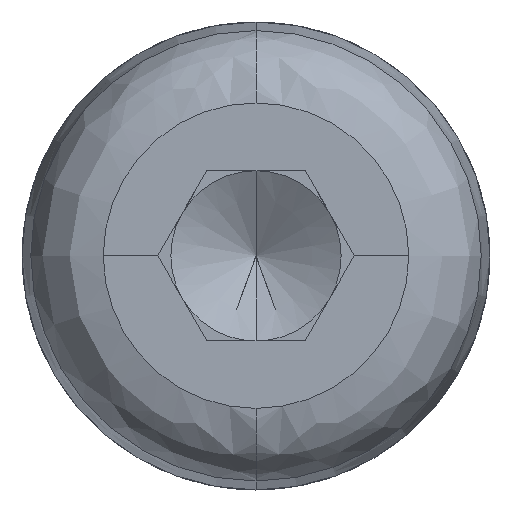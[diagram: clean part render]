
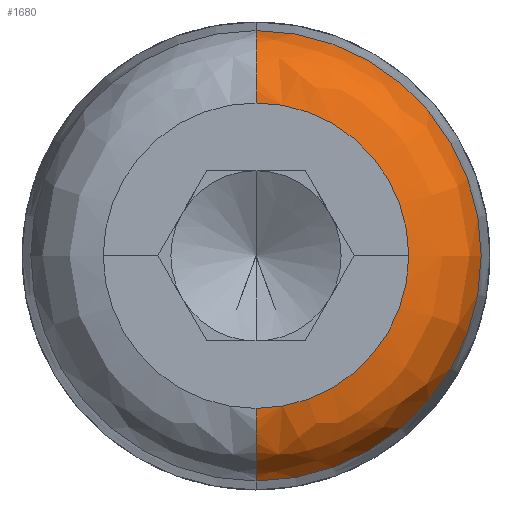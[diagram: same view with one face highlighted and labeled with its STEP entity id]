
A CAD part, top view. The second image highlights one B-rep face of the part: STEP entity #1680.
In plain terms, the highlighted free-form (B-spline) face has degree [3, 3] with [4, 4] control points.
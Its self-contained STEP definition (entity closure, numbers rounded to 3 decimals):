
#15 = DIRECTION ( 'NONE',  ( 1., 0., 0. ) ) ;
#68 = CARTESIAN_POINT ( 'NONE',  ( 13.034, 6.517, 21.803 ) ) ;
#179 = VERTEX_POINT ( 'NONE', #286 ) ;
#206 = ORIENTED_EDGE ( 'NONE', *, *, #2270, .T. ) ;
#232 = DIRECTION ( 'NONE',  ( 0., 0., -1. ) ) ;
#233 = AXIS2_PLACEMENT_3D ( 'NONE', #927, #1579, #2299 ) ;
#286 = CARTESIAN_POINT ( 'NONE',  ( 0., -4.504, 22.651 ) ) ;
#354 = ORIENTED_EDGE ( 'NONE', *, *, #2158, .T. ) ;
#436 = EDGE_CURVE ( 'NONE', #1696, #1484, #2520, .T. ) ;
#502 = DIRECTION ( 'NONE',  ( 0., 1., 0. ) ) ;
#578 = VERTEX_POINT ( 'NONE', #1041 ) ;
#646 = ORIENTED_EDGE ( 'NONE', *, *, #1591, .F. ) ;
#670 = CIRCLE ( 'NONE', #2382, 6.641 ) ;
#721 = CARTESIAN_POINT ( 'NONE',  ( 0., -5.668, 22.6 ) ) ;
#736 = CARTESIAN_POINT ( 'NONE',  ( 9.008, 4.504, 22.651 ) ) ;
#762 = ORIENTED_EDGE ( 'NONE', *, *, #436, .T. ) ;
#771 = CARTESIAN_POINT ( 'NONE',  ( 0., 5.668, 22.6 ) ) ;
#872 = CARTESIAN_POINT ( 'NONE',  ( 0., 0., 20.644 ) ) ;
#927 = CARTESIAN_POINT ( 'NONE',  ( 0., -4.407, 20.406 ) ) ;
#1002 = CARTESIAN_POINT ( 'NONE',  ( 13.034, -6.517, 21.803 ) ) ;
#1041 = CARTESIAN_POINT ( 'NONE',  ( 4.504, 0., 22.651 ) ) ;
#1100 = CARTESIAN_POINT ( 'NONE',  ( 0., -6.641, 20.644 ) ) ;
#1179 = CARTESIAN_POINT ( 'NONE',  ( 0., -4.504, 22.651 ) ) ;
#1214 = AXIS2_PLACEMENT_3D ( 'NONE', #2253, #15, #2945 ) ;
#1247 = CARTESIAN_POINT ( 'NONE',  ( 0., -6.641, 20.644 ) ) ;
#1349 =( BOUNDED_SURFACE ( )  B_SPLINE_SURFACE ( 3, 3, ( 
 ( #2121, #1932, #2802, #1247 ),
 ( #2163, #68, #1002, #2817 ),
 ( #771, #1705, #2849, #721 ),
 ( #1657, #736, #1429, #1179 ) ),
 .UNSPECIFIED., .F., .F., .T. ) 
 B_SPLINE_SURFACE_WITH_KNOTS ( ( 4, 4 ),
 ( 4, 4 ),
 ( 0., 1. ),
 ( 0., 1. ),
 .UNSPECIFIED. ) 
 GEOMETRIC_REPRESENTATION_ITEM ( )  RATIONAL_B_SPLINE_SURFACE ( (
 ( 1., 0.333, 0.333, 1.),
 ( 0.839, 0.28, 0.28, 0.839),
 ( 0.839, 0.28, 0.28, 0.839),
 ( 1., 0.333, 0.333, 1.) ) ) 
 REPRESENTATION_ITEM ( '' )  SURFACE ( )  );
#1429 = CARTESIAN_POINT ( 'NONE',  ( 9.008, -4.504, 22.651 ) ) ;
#1484 = VERTEX_POINT ( 'NONE', #2033 ) ;
#1548 = CIRCLE ( 'NONE', #233, 2.247 ) ;
#1579 = DIRECTION ( 'NONE',  ( -1., 0., 0. ) ) ;
#1591 = EDGE_CURVE ( 'NONE', #2147, #179, #1548, .T. ) ;
#1657 = CARTESIAN_POINT ( 'NONE',  ( 0., 4.504, 22.651 ) ) ;
#1668 = CARTESIAN_POINT ( 'NONE',  ( 0., 0., 22.651 ) ) ;
#1680 = ADVANCED_FACE ( 'NONE', ( #1903 ), #1349, .T. ) ;
#1696 = VERTEX_POINT ( 'NONE', #1870 ) ;
#1705 = CARTESIAN_POINT ( 'NONE',  ( 11.336, 5.668, 22.6 ) ) ;
#1794 = CIRCLE ( 'NONE', #2568, 4.504 ) ;
#1842 = AXIS2_PLACEMENT_3D ( 'NONE', #2590, #1895, #502 ) ;
#1870 = CARTESIAN_POINT ( 'NONE',  ( 0., 6.641, 20.644 ) ) ;
#1881 = DIRECTION ( 'NONE',  ( 0., 1., 0. ) ) ;
#1889 = ORIENTED_EDGE ( 'NONE', *, *, #2248, .T. ) ;
#1895 = DIRECTION ( 'NONE',  ( 0., 0., -1. ) ) ;
#1903 = FACE_OUTER_BOUND ( 'NONE', #2957, .T. ) ;
#1932 = CARTESIAN_POINT ( 'NONE',  ( 13.282, 6.641, 20.644 ) ) ;
#2033 = CARTESIAN_POINT ( 'NONE',  ( 0., 4.504, 22.651 ) ) ;
#2121 = CARTESIAN_POINT ( 'NONE',  ( 0., 6.641, 20.644 ) ) ;
#2147 = VERTEX_POINT ( 'NONE', #1100 ) ;
#2158 = EDGE_CURVE ( 'NONE', #2147, #1696, #670, .T. ) ;
#2163 = CARTESIAN_POINT ( 'NONE',  ( 0., 6.517, 21.803 ) ) ;
#2205 = DIRECTION ( 'NONE',  ( 0., 0., 1. ) ) ;
#2248 = EDGE_CURVE ( 'NONE', #1484, #578, #1794, .T. ) ;
#2253 = CARTESIAN_POINT ( 'NONE',  ( 0., 4.407, 20.406 ) ) ;
#2270 = EDGE_CURVE ( 'NONE', #578, #179, #2282, .T. ) ;
#2282 = CIRCLE ( 'NONE', #1842, 4.504 ) ;
#2299 = DIRECTION ( 'NONE',  ( 0., -1., 0. ) ) ;
#2382 = AXIS2_PLACEMENT_3D ( 'NONE', #872, #2205, #2863 ) ;
#2520 = CIRCLE ( 'NONE', #1214, 2.247 ) ;
#2568 = AXIS2_PLACEMENT_3D ( 'NONE', #1668, #232, #1881 ) ;
#2590 = CARTESIAN_POINT ( 'NONE',  ( 0., 0., 22.651 ) ) ;
#2802 = CARTESIAN_POINT ( 'NONE',  ( 13.282, -6.641, 20.644 ) ) ;
#2817 = CARTESIAN_POINT ( 'NONE',  ( 0., -6.517, 21.803 ) ) ;
#2849 = CARTESIAN_POINT ( 'NONE',  ( 11.336, -5.668, 22.6 ) ) ;
#2863 = DIRECTION ( 'NONE',  ( 0., 1., 0. ) ) ;
#2945 = DIRECTION ( 'NONE',  ( 0., 1., 0. ) ) ;
#2957 = EDGE_LOOP ( 'NONE', ( #646, #354, #762, #1889, #206 ) ) ;
